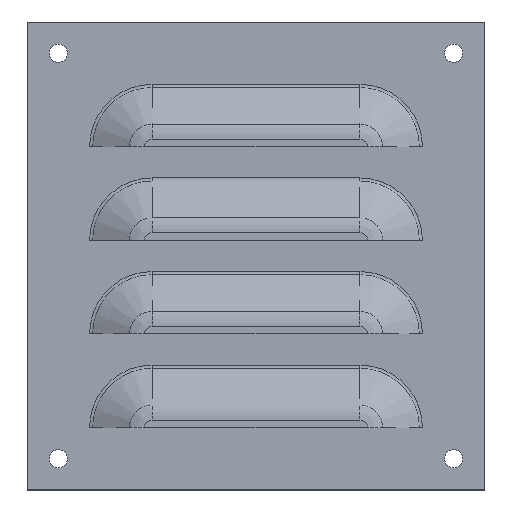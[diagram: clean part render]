
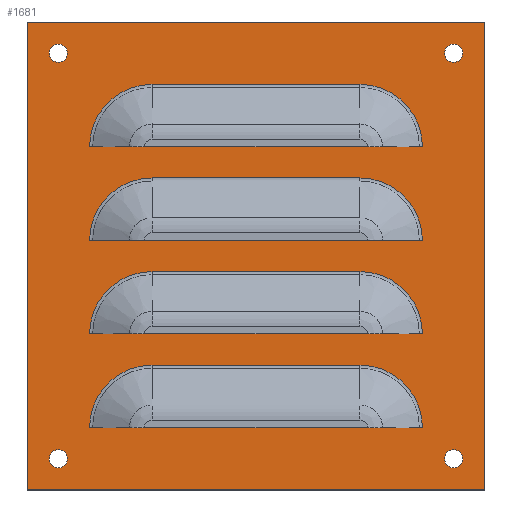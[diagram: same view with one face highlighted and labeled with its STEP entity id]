
A CAD part, top view. The second image highlights one B-rep face of the part: STEP entity #1681.
In plain terms, the highlighted planar face has unit normal (0, 0, 1).
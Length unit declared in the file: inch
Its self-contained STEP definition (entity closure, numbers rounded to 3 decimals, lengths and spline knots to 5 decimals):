
#19=FACE_BOUND('',#302,.T.);
#20=FACE_BOUND('',#303,.T.);
#21=FACE_BOUND('',#304,.T.);
#22=FACE_BOUND('',#305,.T.);
#23=FACE_BOUND('',#306,.T.);
#24=FACE_BOUND('',#307,.T.);
#25=FACE_BOUND('',#308,.T.);
#26=FACE_BOUND('',#309,.T.);
#199=FACE_OUTER_BOUND('',#301,.T.);
#301=EDGE_LOOP('',(#1499,#1500,#1501,#1502));
#302=EDGE_LOOP('',(#1503,#1504,#1505,#1506,#1507,#1508));
#303=EDGE_LOOP('',(#1509,#1510,#1511,#1512,#1513,#1514));
#304=EDGE_LOOP('',(#1515,#1516,#1517,#1518,#1519,#1520));
#305=EDGE_LOOP('',(#1521));
#306=EDGE_LOOP('',(#1522));
#307=EDGE_LOOP('',(#1523));
#308=EDGE_LOOP('',(#1524));
#309=EDGE_LOOP('',(#1525,#1526,#1527,#1528,#1529,#1530));
#333=CIRCLE('',#1721,0.75);
#350=CIRCLE('',#1751,0.75);
#365=CIRCLE('',#1771,0.75);
#382=CIRCLE('',#1801,0.75);
#397=CIRCLE('',#1821,0.75);
#414=CIRCLE('',#1851,0.75);
#416=CIRCLE('',#1855,0.10938);
#418=CIRCLE('',#1858,0.10938);
#420=CIRCLE('',#1861,0.10938);
#422=CIRCLE('',#1864,0.10938);
#437=CIRCLE('',#1883,0.75);
#454=CIRCLE('',#1913,0.75);
#455=LINE('',#2471,#563);
#459=LINE('',#2487,#567);
#475=LINE('',#2571,#583);
#478=LINE('',#2611,#586);
#479=LINE('',#2615,#587);
#483=LINE('',#2631,#591);
#499=LINE('',#2715,#607);
#502=LINE('',#2755,#610);
#503=LINE('',#2759,#611);
#507=LINE('',#2775,#615);
#523=LINE('',#2859,#631);
#526=LINE('',#2899,#634);
#527=LINE('',#2923,#635);
#531=LINE('',#2939,#639);
#547=LINE('',#3023,#655);
#550=LINE('',#3063,#658);
#551=LINE('',#3067,#659);
#555=LINE('',#3075,#663);
#558=LINE('',#3081,#666);
#561=LINE('',#3086,#669);
#563=VECTOR('',#1925,0.3937);
#567=VECTOR('',#1937,0.3937);
#583=VECTOR('',#2009,0.3937);
#586=VECTOR('',#2046,0.3937);
#587=VECTOR('',#2049,0.3937);
#591=VECTOR('',#2061,0.3937);
#607=VECTOR('',#2133,0.3937);
#610=VECTOR('',#2170,0.3937);
#611=VECTOR('',#2173,0.3937);
#615=VECTOR('',#2185,0.3937);
#631=VECTOR('',#2257,0.3937);
#634=VECTOR('',#2294,0.3937);
#635=VECTOR('',#2321,0.3937);
#639=VECTOR('',#2333,0.3937);
#655=VECTOR('',#2405,0.3937);
#658=VECTOR('',#2442,0.3937);
#659=VECTOR('',#2445,0.3937);
#663=VECTOR('',#2451,0.3937);
#666=VECTOR('',#2456,0.3937);
#669=VECTOR('',#2461,0.3937);
#671=VERTEX_POINT('',#2469);
#672=VERTEX_POINT('',#2470);
#679=VERTEX_POINT('',#2484);
#680=VERTEX_POINT('',#2486);
#692=VERTEX_POINT('',#2536);
#702=VERTEX_POINT('',#2570);
#705=VERTEX_POINT('',#2613);
#706=VERTEX_POINT('',#2614);
#713=VERTEX_POINT('',#2628);
#714=VERTEX_POINT('',#2630);
#726=VERTEX_POINT('',#2680);
#736=VERTEX_POINT('',#2714);
#739=VERTEX_POINT('',#2757);
#740=VERTEX_POINT('',#2758);
#747=VERTEX_POINT('',#2772);
#748=VERTEX_POINT('',#2774);
#760=VERTEX_POINT('',#2824);
#770=VERTEX_POINT('',#2858);
#774=VERTEX_POINT('',#2903);
#776=VERTEX_POINT('',#2908);
#778=VERTEX_POINT('',#2913);
#780=VERTEX_POINT('',#2918);
#781=VERTEX_POINT('',#2921);
#782=VERTEX_POINT('',#2922);
#789=VERTEX_POINT('',#2936);
#790=VERTEX_POINT('',#2938);
#802=VERTEX_POINT('',#2988);
#812=VERTEX_POINT('',#3022);
#815=VERTEX_POINT('',#3065);
#816=VERTEX_POINT('',#3066);
#819=VERTEX_POINT('',#3074);
#821=VERTEX_POINT('',#3080);
#823=EDGE_CURVE('',#671,#672,#455,.T.);
#831=EDGE_CURVE('',#680,#679,#459,.T.);
#848=EDGE_CURVE('',#692,#671,#333,.T.);
#865=EDGE_CURVE('',#702,#692,#475,.T.);
#876=EDGE_CURVE('',#679,#702,#350,.T.);
#878=EDGE_CURVE('',#672,#680,#478,.T.);
#879=EDGE_CURVE('',#705,#706,#479,.T.);
#887=EDGE_CURVE('',#714,#713,#483,.T.);
#904=EDGE_CURVE('',#726,#705,#365,.T.);
#921=EDGE_CURVE('',#736,#726,#499,.T.);
#932=EDGE_CURVE('',#713,#736,#382,.T.);
#934=EDGE_CURVE('',#706,#714,#502,.T.);
#935=EDGE_CURVE('',#739,#740,#503,.T.);
#943=EDGE_CURVE('',#748,#747,#507,.T.);
#960=EDGE_CURVE('',#760,#739,#397,.T.);
#977=EDGE_CURVE('',#770,#760,#523,.T.);
#988=EDGE_CURVE('',#747,#770,#414,.T.);
#990=EDGE_CURVE('',#740,#748,#526,.T.);
#992=EDGE_CURVE('',#774,#774,#416,.T.);
#994=EDGE_CURVE('',#776,#776,#418,.T.);
#996=EDGE_CURVE('',#778,#778,#420,.T.);
#998=EDGE_CURVE('',#780,#780,#422,.T.);
#999=EDGE_CURVE('',#781,#782,#527,.T.);
#1007=EDGE_CURVE('',#790,#789,#531,.T.);
#1024=EDGE_CURVE('',#802,#781,#437,.T.);
#1041=EDGE_CURVE('',#812,#802,#547,.T.);
#1052=EDGE_CURVE('',#789,#812,#454,.T.);
#1054=EDGE_CURVE('',#782,#790,#550,.T.);
#1055=EDGE_CURVE('',#815,#816,#551,.T.);
#1059=EDGE_CURVE('',#816,#819,#555,.T.);
#1062=EDGE_CURVE('',#819,#821,#558,.T.);
#1065=EDGE_CURVE('',#821,#815,#561,.T.);
#1499=ORIENTED_EDGE('',*,*,#1055,.F.);
#1500=ORIENTED_EDGE('',*,*,#1065,.F.);
#1501=ORIENTED_EDGE('',*,*,#1062,.F.);
#1502=ORIENTED_EDGE('',*,*,#1059,.F.);
#1503=ORIENTED_EDGE('',*,*,#848,.T.);
#1504=ORIENTED_EDGE('',*,*,#823,.T.);
#1505=ORIENTED_EDGE('',*,*,#878,.T.);
#1506=ORIENTED_EDGE('',*,*,#831,.T.);
#1507=ORIENTED_EDGE('',*,*,#876,.T.);
#1508=ORIENTED_EDGE('',*,*,#865,.T.);
#1509=ORIENTED_EDGE('',*,*,#904,.T.);
#1510=ORIENTED_EDGE('',*,*,#879,.T.);
#1511=ORIENTED_EDGE('',*,*,#934,.T.);
#1512=ORIENTED_EDGE('',*,*,#887,.T.);
#1513=ORIENTED_EDGE('',*,*,#932,.T.);
#1514=ORIENTED_EDGE('',*,*,#921,.T.);
#1515=ORIENTED_EDGE('',*,*,#960,.T.);
#1516=ORIENTED_EDGE('',*,*,#935,.T.);
#1517=ORIENTED_EDGE('',*,*,#990,.T.);
#1518=ORIENTED_EDGE('',*,*,#943,.T.);
#1519=ORIENTED_EDGE('',*,*,#988,.T.);
#1520=ORIENTED_EDGE('',*,*,#977,.T.);
#1521=ORIENTED_EDGE('',*,*,#992,.T.);
#1522=ORIENTED_EDGE('',*,*,#994,.T.);
#1523=ORIENTED_EDGE('',*,*,#996,.T.);
#1524=ORIENTED_EDGE('',*,*,#998,.T.);
#1525=ORIENTED_EDGE('',*,*,#1024,.T.);
#1526=ORIENTED_EDGE('',*,*,#999,.T.);
#1527=ORIENTED_EDGE('',*,*,#1054,.T.);
#1528=ORIENTED_EDGE('',*,*,#1007,.T.);
#1529=ORIENTED_EDGE('',*,*,#1052,.T.);
#1530=ORIENTED_EDGE('',*,*,#1041,.T.);
#1583=PLANE('',#1919);
#1681=ADVANCED_FACE('',(#199,#19,#20,#21,#22,#23,#24,#25,#26),#1583,.T.);
#1721=AXIS2_PLACEMENT_3D('',#2537,#1970,#1971);
#1751=AXIS2_PLACEMENT_3D('',#2608,#2041,#2042);
#1771=AXIS2_PLACEMENT_3D('',#2681,#2094,#2095);
#1801=AXIS2_PLACEMENT_3D('',#2752,#2165,#2166);
#1821=AXIS2_PLACEMENT_3D('',#2825,#2218,#2219);
#1851=AXIS2_PLACEMENT_3D('',#2896,#2289,#2290);
#1855=AXIS2_PLACEMENT_3D('',#2904,#2299,#2300);
#1858=AXIS2_PLACEMENT_3D('',#2909,#2305,#2306);
#1861=AXIS2_PLACEMENT_3D('',#2914,#2311,#2312);
#1864=AXIS2_PLACEMENT_3D('',#2919,#2317,#2318);
#1883=AXIS2_PLACEMENT_3D('',#2989,#2366,#2367);
#1913=AXIS2_PLACEMENT_3D('',#3060,#2437,#2438);
#1919=AXIS2_PLACEMENT_3D('',#3088,#2463,#2464);
#1925=DIRECTION('',(-1.,0.,0.));
#1937=DIRECTION('',(-1.,0.,0.));
#1970=DIRECTION('center_axis',(0.,0.,-1.));
#1971=DIRECTION('ref_axis',(-1.,0.,0.));
#2009=DIRECTION('',(1.,0.,0.));
#2041=DIRECTION('center_axis',(0.,0.,-1.));
#2042=DIRECTION('ref_axis',(0.,-1.,0.));
#2046=DIRECTION('',(-1.,0.,0.));
#2049=DIRECTION('',(-1.,0.,0.));
#2061=DIRECTION('',(-1.,0.,0.));
#2094=DIRECTION('center_axis',(0.,0.,-1.));
#2095=DIRECTION('ref_axis',(-1.,0.,0.));
#2133=DIRECTION('',(1.,0.,0.));
#2165=DIRECTION('center_axis',(0.,0.,-1.));
#2166=DIRECTION('ref_axis',(0.,-1.,0.));
#2170=DIRECTION('',(-1.,0.,0.));
#2173=DIRECTION('',(-1.,0.,0.));
#2185=DIRECTION('',(-1.,0.,0.));
#2218=DIRECTION('center_axis',(0.,0.,-1.));
#2219=DIRECTION('ref_axis',(-1.,0.,0.));
#2257=DIRECTION('',(1.,0.,0.));
#2289=DIRECTION('center_axis',(0.,0.,-1.));
#2290=DIRECTION('ref_axis',(0.,-1.,0.));
#2294=DIRECTION('',(-1.,0.,0.));
#2299=DIRECTION('center_axis',(0.,0.,-1.));
#2300=DIRECTION('ref_axis',(-1.,0.,0.));
#2305=DIRECTION('center_axis',(0.,0.,-1.));
#2306=DIRECTION('ref_axis',(-1.,0.,0.));
#2311=DIRECTION('center_axis',(0.,0.,-1.));
#2312=DIRECTION('ref_axis',(-1.,0.,0.));
#2317=DIRECTION('center_axis',(0.,0.,-1.));
#2318=DIRECTION('ref_axis',(-1.,0.,0.));
#2321=DIRECTION('',(-1.,0.,0.));
#2333=DIRECTION('',(-1.,0.,0.));
#2366=DIRECTION('center_axis',(0.,0.,-1.));
#2367=DIRECTION('ref_axis',(-1.,0.,0.));
#2405=DIRECTION('',(1.,0.,0.));
#2437=DIRECTION('center_axis',(0.,0.,-1.));
#2438=DIRECTION('ref_axis',(0.,-1.,0.));
#2442=DIRECTION('',(-1.,0.,0.));
#2445=DIRECTION('',(0.,-1.,0.));
#2451=DIRECTION('',(-1.,0.,0.));
#2456=DIRECTION('',(0.,1.,0.));
#2461=DIRECTION('',(1.,0.,0.));
#2463=DIRECTION('center_axis',(0.,0.,1.));
#2464=DIRECTION('ref_axis',(1.,0.,0.));
#2469=CARTESIAN_POINT('',(2.,1.3125,0.074));
#2470=CARTESIAN_POINT('',(1.83578,1.3125,0.074));
#2471=CARTESIAN_POINT('',(-1.,1.3125,0.074));
#2484=CARTESIAN_POINT('',(-2.,1.3125,0.074));
#2486=CARTESIAN_POINT('',(-1.83578,1.3125,0.074));
#2487=CARTESIAN_POINT('',(-1.,1.3125,0.074));
#2536=CARTESIAN_POINT('',(1.25,2.0625,0.074));
#2537=CARTESIAN_POINT('Origin',(1.25,1.3125,0.074));
#2570=CARTESIAN_POINT('',(-1.25,2.0625,0.074));
#2571=CARTESIAN_POINT('',(0.625,2.0625,0.074));
#2608=CARTESIAN_POINT('Origin',(-1.25,1.3125,0.074));
#2611=CARTESIAN_POINT('',(-1.,1.3125,0.074));
#2613=CARTESIAN_POINT('',(2.,0.1875,0.074));
#2614=CARTESIAN_POINT('',(1.83578,0.1875,0.074));
#2615=CARTESIAN_POINT('',(-1.,0.1875,0.074));
#2628=CARTESIAN_POINT('',(-2.,0.1875,0.074));
#2630=CARTESIAN_POINT('',(-1.83578,0.1875,0.074));
#2631=CARTESIAN_POINT('',(-1.,0.1875,0.074));
#2680=CARTESIAN_POINT('',(1.25,0.9375,0.074));
#2681=CARTESIAN_POINT('Origin',(1.25,0.1875,0.074));
#2714=CARTESIAN_POINT('',(-1.25,0.9375,0.074));
#2715=CARTESIAN_POINT('',(0.625,0.9375,0.074));
#2752=CARTESIAN_POINT('Origin',(-1.25,0.1875,0.074));
#2755=CARTESIAN_POINT('',(-1.,0.1875,0.074));
#2757=CARTESIAN_POINT('',(2.,-0.9375,0.074));
#2758=CARTESIAN_POINT('',(1.83578,-0.9375,0.074));
#2759=CARTESIAN_POINT('',(-1.,-0.9375,0.074));
#2772=CARTESIAN_POINT('',(-2.,-0.9375,0.074));
#2774=CARTESIAN_POINT('',(-1.83578,-0.9375,0.074));
#2775=CARTESIAN_POINT('',(-1.,-0.9375,0.074));
#2824=CARTESIAN_POINT('',(1.25,-0.1875,0.074));
#2825=CARTESIAN_POINT('Origin',(1.25,-0.9375,0.074));
#2858=CARTESIAN_POINT('',(-1.25,-0.1875,0.074));
#2859=CARTESIAN_POINT('',(0.625,-0.1875,0.074));
#2896=CARTESIAN_POINT('Origin',(-1.25,-0.9375,0.074));
#2899=CARTESIAN_POINT('',(-1.,-0.9375,0.074));
#2903=CARTESIAN_POINT('',(2.48438,-2.4375,0.074));
#2904=CARTESIAN_POINT('Origin',(2.375,-2.4375,0.074));
#2908=CARTESIAN_POINT('',(-2.26563,-2.4375,0.074));
#2909=CARTESIAN_POINT('Origin',(-2.375,-2.4375,0.074));
#2913=CARTESIAN_POINT('',(2.48438,2.4375,0.074));
#2914=CARTESIAN_POINT('Origin',(2.375,2.4375,0.074));
#2918=CARTESIAN_POINT('',(-2.26563,2.4375,0.074));
#2919=CARTESIAN_POINT('Origin',(-2.375,2.4375,0.074));
#2921=CARTESIAN_POINT('',(2.,-2.0625,0.074));
#2922=CARTESIAN_POINT('',(1.83578,-2.0625,0.074));
#2923=CARTESIAN_POINT('',(-1.,-2.0625,0.074));
#2936=CARTESIAN_POINT('',(-2.,-2.0625,0.074));
#2938=CARTESIAN_POINT('',(-1.83578,-2.0625,0.074));
#2939=CARTESIAN_POINT('',(-1.,-2.0625,0.074));
#2988=CARTESIAN_POINT('',(1.25,-1.3125,0.074));
#2989=CARTESIAN_POINT('Origin',(1.25,-2.0625,0.074));
#3022=CARTESIAN_POINT('',(-1.25,-1.3125,0.074));
#3023=CARTESIAN_POINT('',(0.625,-1.3125,0.074));
#3060=CARTESIAN_POINT('Origin',(-1.25,-2.0625,0.074));
#3063=CARTESIAN_POINT('',(-1.,-2.0625,0.074));
#3065=CARTESIAN_POINT('',(2.75,2.8125,0.074));
#3066=CARTESIAN_POINT('',(2.75,-2.8125,0.074));
#3067=CARTESIAN_POINT('',(2.75,2.8125,0.074));
#3074=CARTESIAN_POINT('',(-2.75,-2.8125,0.074));
#3075=CARTESIAN_POINT('',(2.75,-2.8125,0.074));
#3080=CARTESIAN_POINT('',(-2.75,2.8125,0.074));
#3081=CARTESIAN_POINT('',(-2.75,-2.8125,0.074));
#3086=CARTESIAN_POINT('',(-2.75,2.8125,0.074));
#3088=CARTESIAN_POINT('Origin',(0.,0.,
0.074));
